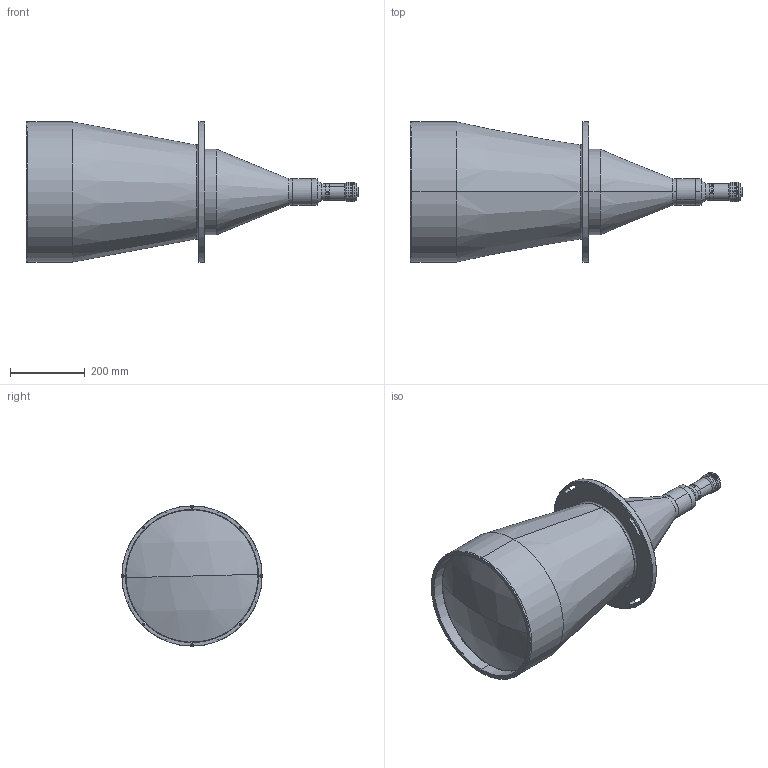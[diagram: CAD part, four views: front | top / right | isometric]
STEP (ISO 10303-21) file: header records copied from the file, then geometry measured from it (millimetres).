
FILE_DESCRIPTION (( 'STEP AP203' ), '1' );
FILE_NAME ('XF-PTL35023-C.STEP', '2019-07-19T09:21:32', ( 'puyufan' ), ( '' ), 'SwSTEP 2.0', 'SolidWorks 2014', '' );
FILE_SCHEMA (( 'CONFIG_CONTROL_DESIGN' ));
Length unit declared in the file: millimetre
Products named in the file (1): XF-PTL35023-C
Bounding box: 890.67 x 376 x 376 mm (x, y, z)
Surface area: 991890.6 mm2 (no closed solid volume)
Topology: 0 solids, 38 shells, 251 faces, 1172 edges, 950 vertices
Faces by surface type: cylinder 124, plane 75, torus 30, cone 18, sphere 4
Entity records: 15483 total; most frequent: CARTESIAN_POINT 5902, DIRECTION 2052, ORIENTED_EDGE 1627, EDGE_CURVE 1172, VERTEX_POINT 950, AXIS2_PLACEMENT_3D 798, CIRCLE 546, LINE 456
